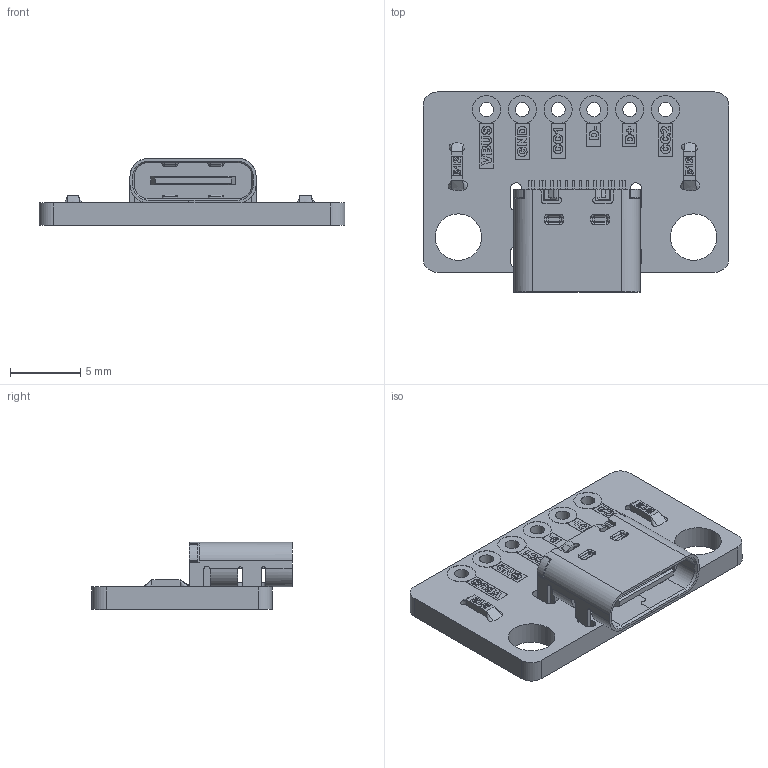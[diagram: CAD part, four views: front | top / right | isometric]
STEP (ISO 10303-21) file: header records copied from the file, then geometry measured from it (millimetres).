
FILE_DESCRIPTION(/* description */ (''),/* implementation_level */ '2;1');
FILE_NAME(/* name */ 'Treedix USB-C Breakout Board.step',/* time_stamp */ '2022-05-17T20:43:10-04:00',/* author */ (''),/* organization */ (''),/* preprocessor_version */ 'ST-DEVELOPER v18.1',/* originating_system */ 'Autodesk Translation Framework v10.10.0.1391',/* authorisation */ '');
FILE_SCHEMA (('AUTOMOTIVE_DESIGN { 1 0 10303 214 3 1 1 }'));
Length unit declared in the file: millimetre
Products named in the file (7): Treedix USB-C Breakout Board; HRO_TYPE-C-31-M-12; ConPins; PcbPins; Mold; Frame; 5.1k SMD Resistor
Assembly tree (7 placements, depth 3):
  Treedix USB-C Breakout Board
    HRO_TYPE-C-31-M-12
      ConPins
      PcbPins
      Mold
      Frame
    5.1k SMD Resistor  x2
Bounding box: 21.7 x 14.2 x 4.77 mm (x, y, z)
Volume: 500.2 mm3; surface area: 1271.8 mm2
Topology: 18 solids, 18 shells, 1125 faces, 2976 edges, 1880 vertices
Faces by surface type: plane 549, bspline 308, cylinder 204, sphere 32, torus 26, cone 6
Full cylindrical faces by diameter (mm): 0.5 x2, 0.7 x2, 1 x6, 2 x12, 3.3 x2
Entity records: 35232 total; most frequent: CARTESIAN_POINT 10600, ORIENTED_EDGE 5468, DIRECTION 4278, EDGE_CURVE 2734, LINE 1756, VECTOR 1756, VERTEX_POINT 1739, AXIS2_PLACEMENT_3D 1261
